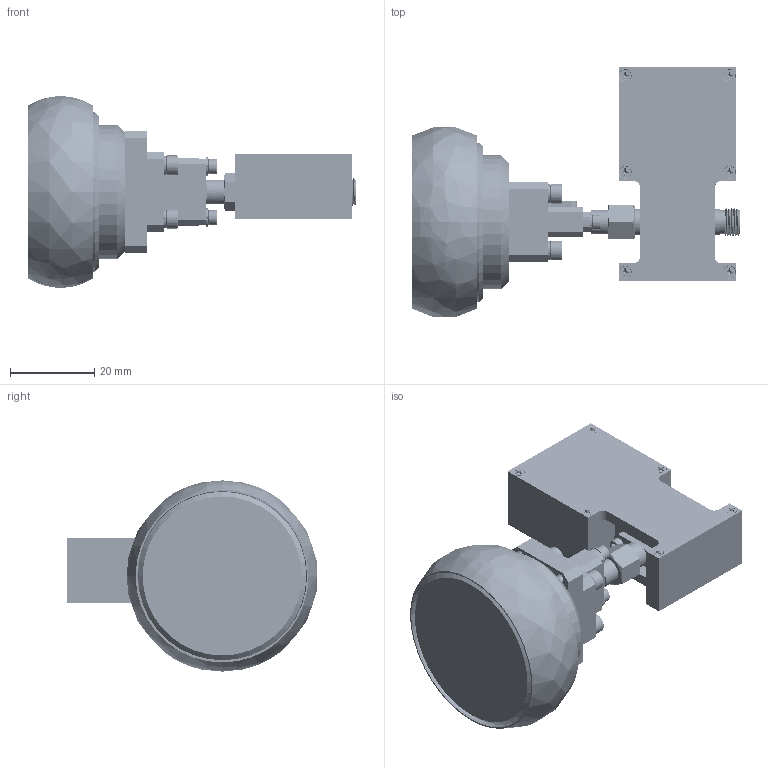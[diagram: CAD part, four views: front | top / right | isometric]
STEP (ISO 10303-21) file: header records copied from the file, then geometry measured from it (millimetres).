
FILE_DESCRIPTION (( 'STEP AP203' ), '1' );
FILE_NAME ('SAO-2734033045-KF-C1-BL.STEP', '2019-06-26T23:01:57', ( '' ), ( '' ), 'SwSTEP 2.0', 'SolidWorks 2016', '' );
FILE_SCHEMA (( 'CONFIG_CONTROL_DESIGN' ));
Products named in the file (1): SAO-2734033045-KF-C1-BL
Bounding box: 77.98 x 59.35 x 45.45 mm (x, y, z)
Volume: 52548.9 mm3; surface area: 32686.6 mm2
Topology: 58 solids, 62 shells, 2634 faces, 6771 edges, 4277 vertices
Faces by surface type: cylinder 1419, cone 573, plane 568, bspline 58, torus 16
Entity records: 110533 total; most frequent: CARTESIAN_POINT 53189, ORIENTED_EDGE 13394, DIRECTION 10550, EDGE_CURVE 6697, VERTEX_POINT 4277, AXIS2_PLACEMENT_3D 3947, EDGE_LOOP 2826, LINE 2656
